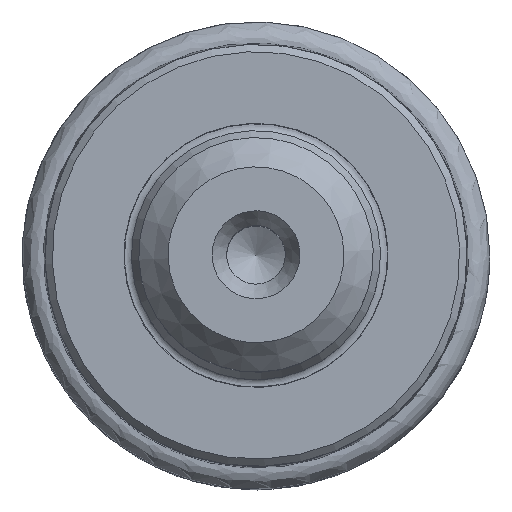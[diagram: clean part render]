
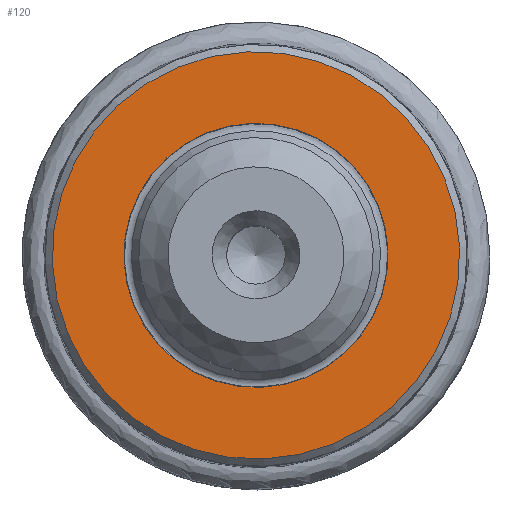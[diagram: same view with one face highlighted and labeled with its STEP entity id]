
A CAD part, top view. The second image highlights one B-rep face of the part: STEP entity #120.
In plain terms, the highlighted planar face has unit normal (0, 0, 1).
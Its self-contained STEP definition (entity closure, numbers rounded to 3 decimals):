
#96=PLANE('',#572);
#120=ADVANCED_FACE('',(#186,#187),#96,.F.);
#186=FACE_BOUND('',#271,.T.);
#187=FACE_BOUND('',#272,.T.);
#271=EDGE_LOOP('',(#355));
#272=EDGE_LOOP('',(#356));
#355=ORIENTED_EDGE('',*,*,#472,.T.);
#356=ORIENTED_EDGE('',*,*,#473,.T.);
#429=VERTEX_POINT('',#828);
#430=VERTEX_POINT('',#830);
#472=EDGE_CURVE('',#429,#429,#514,.T.);
#473=EDGE_CURVE('',#430,#430,#515,.T.);
#514=CIRCLE('',#570,13.9);
#515=CIRCLE('',#571,9.012);
#570=AXIS2_PLACEMENT_3D('',#827,#670,#671);
#571=AXIS2_PLACEMENT_3D('',#829,#672,#673);
#572=AXIS2_PLACEMENT_3D('',#831,#674,#675);
#670=DIRECTION('',(0.,0.,1.));
#671=DIRECTION('',(-0.535,0.845,0.));
#672=DIRECTION('',(0.,0.,-1.));
#673=DIRECTION('',(-0.535,0.845,0.));
#674=DIRECTION('',(0.,0.,-1.));
#675=DIRECTION('',(-0.535,0.845,0.));
#827=CARTESIAN_POINT('',(0.,0.,0.));
#828=CARTESIAN_POINT('',(-7.44,11.741,0.));
#829=CARTESIAN_POINT('',(0.,0.,0.));
#830=CARTESIAN_POINT('',(-4.823,7.612,0.));
#831=CARTESIAN_POINT('',(-4.823,7.612,0.));
